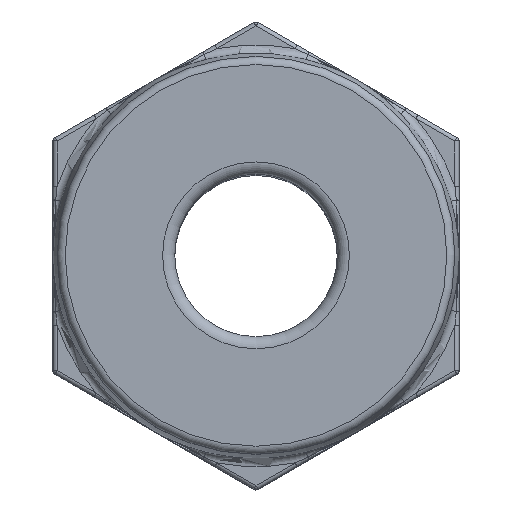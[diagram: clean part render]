
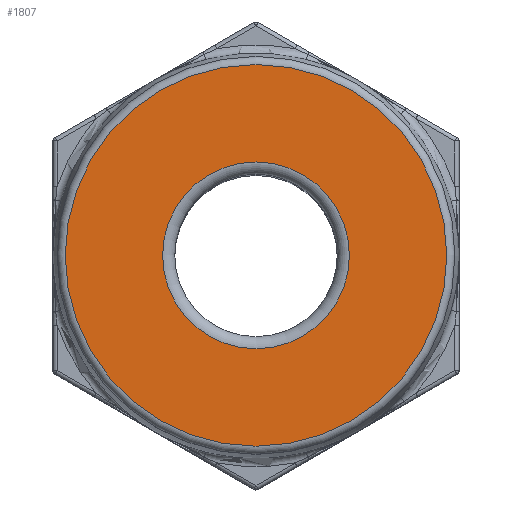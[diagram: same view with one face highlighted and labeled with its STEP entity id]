
A CAD part, top view. The second image highlights one B-rep face of the part: STEP entity #1807.
In plain terms, the highlighted planar face has unit normal (0, 0, 1).
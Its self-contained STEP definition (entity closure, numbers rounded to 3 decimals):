
#342=FACE_BOUND('',#503,.T.);
#350=PLANE('',#1959);
#373=FACE_OUTER_BOUND('',#502,.T.);
#502=EDGE_LOOP('',(#1231));
#503=EDGE_LOOP('',(#1232));
#633=CIRCLE('',#1947,4.7);
#642=CIRCLE('',#1960,2.3);
#757=VERTEX_POINT('',#2658);
#764=VERTEX_POINT('',#2679);
#925=EDGE_CURVE('',#757,#757,#633,.T.);
#935=EDGE_CURVE('',#764,#764,#642,.T.);
#1231=ORIENTED_EDGE('',*,*,#925,.F.);
#1232=ORIENTED_EDGE('',*,*,#935,.F.);
#1807=ADVANCED_FACE('',(#373,#342),#350,.T.);
#1947=AXIS2_PLACEMENT_3D('',#2659,#2164,#2165);
#1959=AXIS2_PLACEMENT_3D('',#2678,#2189,#2190);
#1960=AXIS2_PLACEMENT_3D('',#2680,#2191,#2192);
#2164=DIRECTION('center_axis',(0.,0.,-1.));
#2165=DIRECTION('ref_axis',(-1.,0.,0.));
#2189=DIRECTION('center_axis',(0.,0.,1.));
#2190=DIRECTION('ref_axis',(-1.,0.,0.));
#2191=DIRECTION('center_axis',(0.,0.,1.));
#2192=DIRECTION('ref_axis',(-1.,0.,0.));
#2658=CARTESIAN_POINT('',(-4.7,0.,18.5));
#2659=CARTESIAN_POINT('Origin',(0.,0.,18.5));
#2678=CARTESIAN_POINT('Origin',(0.,0.,18.5));
#2679=CARTESIAN_POINT('',(2.3,0.,18.5));
#2680=CARTESIAN_POINT('Origin',(0.,0.,18.5));
